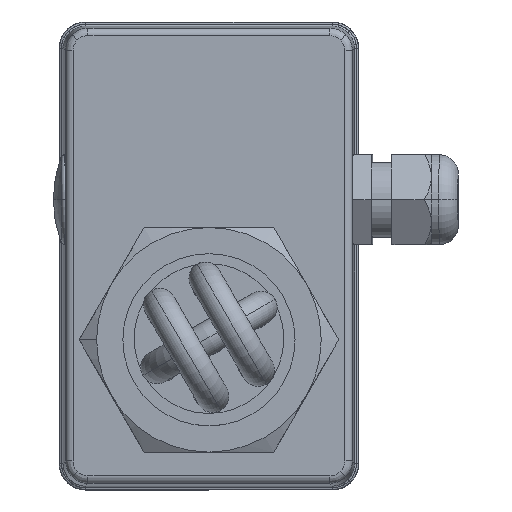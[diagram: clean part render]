
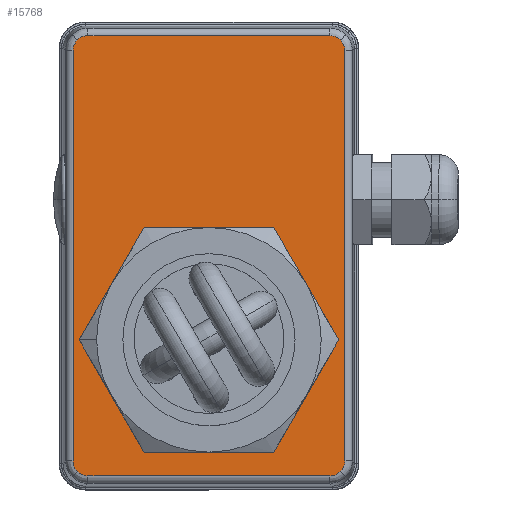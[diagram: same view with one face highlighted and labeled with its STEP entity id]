
A CAD part, top view. The second image highlights one B-rep face of the part: STEP entity #15768.
In plain terms, the highlighted planar face has unit normal (0, 0, 1).
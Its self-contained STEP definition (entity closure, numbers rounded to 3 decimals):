
#77 = EDGE_CURVE ( 'NONE', #6165, #857, #13206, .T. ) ;
#83 = VERTEX_POINT ( 'NONE', #5158 ) ;
#132 = CARTESIAN_POINT ( 'NONE',  ( -35.135, 80.135, 40. ) ) ;
#464 = CARTESIAN_POINT ( 'NONE',  ( 32.273, -36.306, 40. ) ) ;
#524 = CARTESIAN_POINT ( 'NONE',  ( 36.306, 78.382, 40. ) ) ;
#736 = FACE_OUTER_BOUND ( 'NONE', #1085, .T. ) ;
#857 = VERTEX_POINT ( 'NONE', #12032 ) ;
#884 = ORIENTED_EDGE ( 'NONE', *, *, #1415, .T. ) ;
#939 = CARTESIAN_POINT ( 'NONE',  ( -36.306, -32.307, 40. ) ) ;
#1074 = CARTESIAN_POINT ( 'NONE',  ( 0., 0., 40. ) ) ;
#1085 = EDGE_LOOP ( 'NONE', ( #14419, #884, #10349, #6523, #11442, #4789, #12625, #8077, #15216, #11466, #4021, #14868 ) ) ;
#1128 = LINE ( 'NONE', #14863, #13991 ) ;
#1415 = EDGE_CURVE ( 'NONE', #2179, #6165, #12884, .T. ) ;
#1441 = EDGE_CURVE ( 'NONE', #6663, #9050, #1128, .T. ) ;
#1525 = EDGE_CURVE ( 'NONE', #1766, #6663, #4245, .T. ) ;
#1766 = VERTEX_POINT ( 'NONE', #14643 ) ;
#1877 = CARTESIAN_POINT ( 'NONE',  ( -35.135, -35.135, 40. ) ) ;
#2061 = EDGE_CURVE ( 'NONE', #3558, #1766, #6454, .T. ) ;
#2179 = VERTEX_POINT ( 'NONE', #939 ) ;
#2319 = PLANE ( 'NONE',  #2470 ) ;
#2401 = CARTESIAN_POINT ( 'NONE',  ( 34.375, 80.895, 40. ) ) ;
#2470 = AXIS2_PLACEMENT_3D ( 'NONE', #1074, #6124, #14784 ) ;
#2803 = CARTESIAN_POINT ( 'NONE',  ( -32.307, 81.306, 40. ) ) ;
#2842 = CARTESIAN_POINT ( 'NONE',  ( -36.306, 77.307, 40. ) ) ;
#3020 = CARTESIAN_POINT ( 'NONE',  ( 35.895, 79.375, 40. ) ) ;
#3309 = EDGE_CURVE ( 'NONE', #857, #3558, #13745, .T. ) ;
#3312 = EDGE_CURVE ( 'NONE', #9050, #83, #11972, .T. ) ;
#3558 = VERTEX_POINT ( 'NONE', #9905 ) ;
#3680 = CARTESIAN_POINT ( 'NONE',  ( -35.895, -34.375, 40. ) ) ;
#3880 = CARTESIAN_POINT ( 'NONE',  ( -36.306, 78.382, 40. ) ) ;
#3882 = LINE ( 'NONE', #6646, #6432 ) ;
#4014 = CARTESIAN_POINT ( 'NONE',  ( 36.306, -33.382, 40. ) ) ;
#4021 = ORIENTED_EDGE ( 'NONE', *, *, #14728, .T. ) ;
#4245 =( BOUNDED_CURVE ( )  B_SPLINE_CURVE ( 3, ( #5258, #12675, #4014, #6531 ),
 .UNSPECIFIED., .F., .F. ) 
 B_SPLINE_CURVE_WITH_KNOTS ( ( 4, 4 ),
 ( 0., 0.785 ),
 .UNSPECIFIED. ) 
 CURVE ( )  GEOMETRIC_REPRESENTATION_ITEM ( )  RATIONAL_B_SPLINE_CURVE ( ( 1., 0.949, 0.949, 1. ) ) 
 REPRESENTATION_ITEM ( '' )  );
#4343 = CARTESIAN_POINT ( 'NONE',  ( 33.382, -36.306, 40. ) ) ;
#4397 = CARTESIAN_POINT ( 'NONE',  ( 34.375, -35.895, 40. ) ) ;
#4575 = VECTOR ( 'NONE', #15101, 1000. ) ;
#4789 = ORIENTED_EDGE ( 'NONE', *, *, #1525, .T. ) ;
#5158 = CARTESIAN_POINT ( 'NONE',  ( 35.135, 80.135, 40. ) ) ;
#5258 = CARTESIAN_POINT ( 'NONE',  ( 35.135, -35.135, 40. ) ) ;
#5328 = CARTESIAN_POINT ( 'NONE',  ( -34.375, 80.895, 40. ) ) ;
#5385 = DIRECTION ( 'NONE',  ( -1., 0., 0. ) ) ;
#5484 = DIRECTION ( 'NONE',  ( 1., 0., 0. ) ) ;
#5827 = EDGE_CURVE ( 'NONE', #83, #8073, #5883, .T. ) ;
#5861 = CARTESIAN_POINT ( 'NONE',  ( 36.306, 77.307, 40. ) ) ;
#5883 =( BOUNDED_CURVE ( )  B_SPLINE_CURVE ( 3, ( #9870, #2401, #13612, #6207 ),
 .UNSPECIFIED., .F., .F. ) 
 B_SPLINE_CURVE_WITH_KNOTS ( ( 4, 4 ),
 ( 0., 0.785 ),
 .UNSPECIFIED. ) 
 CURVE ( )  GEOMETRIC_REPRESENTATION_ITEM ( )  RATIONAL_B_SPLINE_CURVE ( ( 1., 0.949, 0.949, 1. ) ) 
 REPRESENTATION_ITEM ( '' )  );
#6124 = DIRECTION ( 'NONE',  ( 0., 0., 1. ) ) ;
#6165 = VERTEX_POINT ( 'NONE', #1877 ) ;
#6207 = CARTESIAN_POINT ( 'NONE',  ( 32.307, 81.306, 40. ) ) ;
#6384 = CARTESIAN_POINT ( 'NONE',  ( -34.375, -35.895, 40. ) ) ;
#6432 = VECTOR ( 'NONE', #5385, 1000. ) ;
#6454 =( BOUNDED_CURVE ( )  B_SPLINE_CURVE ( 3, ( #13007, #4343, #4397, #13065 ),
 .UNSPECIFIED., .F., .F. ) 
 B_SPLINE_CURVE_WITH_KNOTS ( ( 4, 4 ),
 ( 5.498, 6.283 ),
 .UNSPECIFIED. ) 
 CURVE ( )  GEOMETRIC_REPRESENTATION_ITEM ( )  RATIONAL_B_SPLINE_CURVE ( ( 1., 0.949, 0.949, 1. ) ) 
 REPRESENTATION_ITEM ( '' )  );
#6523 = ORIENTED_EDGE ( 'NONE', *, *, #3309, .T. ) ;
#6531 = CARTESIAN_POINT ( 'NONE',  ( 36.306, -32.307, 40. ) ) ;
#6567 = EDGE_CURVE ( 'NONE', #8073, #9749, #3882, .T. ) ;
#6646 = CARTESIAN_POINT ( 'NONE',  ( -32.273, 81.306, 40. ) ) ;
#6663 = VERTEX_POINT ( 'NONE', #10433 ) ;
#7458 =( BOUNDED_CURVE ( )  B_SPLINE_CURVE ( 3, ( #132, #8824, #3880, #12540 ),
 .UNSPECIFIED., .F., .F. ) 
 B_SPLINE_CURVE_WITH_KNOTS ( ( 4, 4 ),
 ( 0., 0.785 ),
 .UNSPECIFIED. ) 
 CURVE ( )  GEOMETRIC_REPRESENTATION_ITEM ( )  RATIONAL_B_SPLINE_CURVE ( ( 1., 0.949, 0.949, 1. ) ) 
 REPRESENTATION_ITEM ( '' )  );
#7866 = VERTEX_POINT ( 'NONE', #2842 ) ;
#8073 = VERTEX_POINT ( 'NONE', #12045 ) ;
#8077 = ORIENTED_EDGE ( 'NONE', *, *, #3312, .T. ) ;
#8630 = CARTESIAN_POINT ( 'NONE',  ( -36.306, -32.307, 40. ) ) ;
#8824 = CARTESIAN_POINT ( 'NONE',  ( -35.895, 79.375, 40. ) ) ;
#8860 = CARTESIAN_POINT ( 'NONE',  ( -33.382, -36.306, 40. ) ) ;
#9050 = VERTEX_POINT ( 'NONE', #5861 ) ;
#9089 = VERTEX_POINT ( 'NONE', #13486 ) ;
#9223 = CARTESIAN_POINT ( 'NONE',  ( 36.306, 77.307, 40. ) ) ;
#9749 = VERTEX_POINT ( 'NONE', #10256 ) ;
#9760 = CARTESIAN_POINT ( 'NONE',  ( -36.306, -33.382, 40. ) ) ;
#9870 = CARTESIAN_POINT ( 'NONE',  ( 35.135, 80.135, 40. ) ) ;
#9905 = CARTESIAN_POINT ( 'NONE',  ( 32.307, -36.306, 40. ) ) ;
#10093 = CARTESIAN_POINT ( 'NONE',  ( -32.307, -36.306, 40. ) ) ;
#10098 = CARTESIAN_POINT ( 'NONE',  ( -36.306, -32.273, 40. ) ) ;
#10253 = CARTESIAN_POINT ( 'NONE',  ( -33.382, 81.306, 40. ) ) ;
#10256 = CARTESIAN_POINT ( 'NONE',  ( -32.307, 81.306, 40. ) ) ;
#10349 = ORIENTED_EDGE ( 'NONE', *, *, #77, .T. ) ;
#10423 = VECTOR ( 'NONE', #5484, 1000. ) ;
#10433 = CARTESIAN_POINT ( 'NONE',  ( 36.306, -32.307, 40. ) ) ;
#10580 = EDGE_CURVE ( 'NONE', #9089, #7866, #7458, .T. ) ;
#11142 = LINE ( 'NONE', #10098, #4575 ) ;
#11442 = ORIENTED_EDGE ( 'NONE', *, *, #2061, .T. ) ;
#11466 = ORIENTED_EDGE ( 'NONE', *, *, #6567, .T. ) ;
#11675 = CARTESIAN_POINT ( 'NONE',  ( 35.135, 80.135, 40. ) ) ;
#11972 =( BOUNDED_CURVE ( )  B_SPLINE_CURVE ( 3, ( #9223, #524, #3020, #11675 ),
 .UNSPECIFIED., .F., .F. ) 
 B_SPLINE_CURVE_WITH_KNOTS ( ( 4, 4 ),
 ( 5.498, 6.283 ),
 .UNSPECIFIED. ) 
 CURVE ( )  GEOMETRIC_REPRESENTATION_ITEM ( )  RATIONAL_B_SPLINE_CURVE ( ( 1., 0.949, 0.949, 1. ) ) 
 REPRESENTATION_ITEM ( '' )  );
#12032 = CARTESIAN_POINT ( 'NONE',  ( -32.307, -36.306, 40. ) ) ;
#12045 = CARTESIAN_POINT ( 'NONE',  ( 32.307, 81.306, 40. ) ) ;
#12348 = CARTESIAN_POINT ( 'NONE',  ( -35.135, -35.135, 40. ) ) ;
#12398 = DIRECTION ( 'NONE',  ( 0., 1., 0. ) ) ;
#12419 =( BOUNDED_CURVE ( )  B_SPLINE_CURVE ( 3, ( #2803, #10253, #5328, #14012 ),
 .UNSPECIFIED., .F., .F. ) 
 B_SPLINE_CURVE_WITH_KNOTS ( ( 4, 4 ),
 ( 5.498, 6.283 ),
 .UNSPECIFIED. ) 
 CURVE ( )  GEOMETRIC_REPRESENTATION_ITEM ( )  RATIONAL_B_SPLINE_CURVE ( ( 1., 0.949, 0.949, 1. ) ) 
 REPRESENTATION_ITEM ( '' )  );
#12540 = CARTESIAN_POINT ( 'NONE',  ( -36.306, 77.307, 40. ) ) ;
#12625 = ORIENTED_EDGE ( 'NONE', *, *, #1441, .T. ) ;
#12675 = CARTESIAN_POINT ( 'NONE',  ( 35.895, -34.375, 40. ) ) ;
#12884 =( BOUNDED_CURVE ( )  B_SPLINE_CURVE ( 3, ( #8630, #9760, #3680, #12348 ),
 .UNSPECIFIED., .F., .F. ) 
 B_SPLINE_CURVE_WITH_KNOTS ( ( 4, 4 ),
 ( 5.498, 6.283 ),
 .UNSPECIFIED. ) 
 CURVE ( )  GEOMETRIC_REPRESENTATION_ITEM ( )  RATIONAL_B_SPLINE_CURVE ( ( 1., 0.949, 0.949, 1. ) ) 
 REPRESENTATION_ITEM ( '' )  );
#13007 = CARTESIAN_POINT ( 'NONE',  ( 32.307, -36.306, 40. ) ) ;
#13065 = CARTESIAN_POINT ( 'NONE',  ( 35.135, -35.135, 40. ) ) ;
#13206 =( BOUNDED_CURVE ( )  B_SPLINE_CURVE ( 3, ( #13787, #6384, #8860, #10093 ),
 .UNSPECIFIED., .F., .F. ) 
 B_SPLINE_CURVE_WITH_KNOTS ( ( 4, 4 ),
 ( 0., 0.785 ),
 .UNSPECIFIED. ) 
 CURVE ( )  GEOMETRIC_REPRESENTATION_ITEM ( )  RATIONAL_B_SPLINE_CURVE ( ( 1., 0.949, 0.949, 1. ) ) 
 REPRESENTATION_ITEM ( '' )  );
#13486 = CARTESIAN_POINT ( 'NONE',  ( -35.135, 80.135, 40. ) ) ;
#13612 = CARTESIAN_POINT ( 'NONE',  ( 33.382, 81.306, 40. ) ) ;
#13745 = LINE ( 'NONE', #464, #10423 ) ;
#13787 = CARTESIAN_POINT ( 'NONE',  ( -35.135, -35.135, 40. ) ) ;
#13991 = VECTOR ( 'NONE', #12398, 1000. ) ;
#14012 = CARTESIAN_POINT ( 'NONE',  ( -35.135, 80.135, 40. ) ) ;
#14419 = ORIENTED_EDGE ( 'NONE', *, *, #14648, .T. ) ;
#14643 = CARTESIAN_POINT ( 'NONE',  ( 35.135, -35.135, 40. ) ) ;
#14648 = EDGE_CURVE ( 'NONE', #7866, #2179, #11142, .T. ) ;
#14728 = EDGE_CURVE ( 'NONE', #9749, #9089, #12419, .T. ) ;
#14784 = DIRECTION ( 'NONE',  ( 1., 0., 0. ) ) ;
#14863 = CARTESIAN_POINT ( 'NONE',  ( 36.306, 77.273, 40. ) ) ;
#14868 = ORIENTED_EDGE ( 'NONE', *, *, #10580, .T. ) ;
#15101 = DIRECTION ( 'NONE',  ( 0., -1., 0. ) ) ;
#15216 = ORIENTED_EDGE ( 'NONE', *, *, #5827, .T. ) ;
#15768 = ADVANCED_FACE ( 'NONE', ( #736 ), #2319, .T. ) ;
